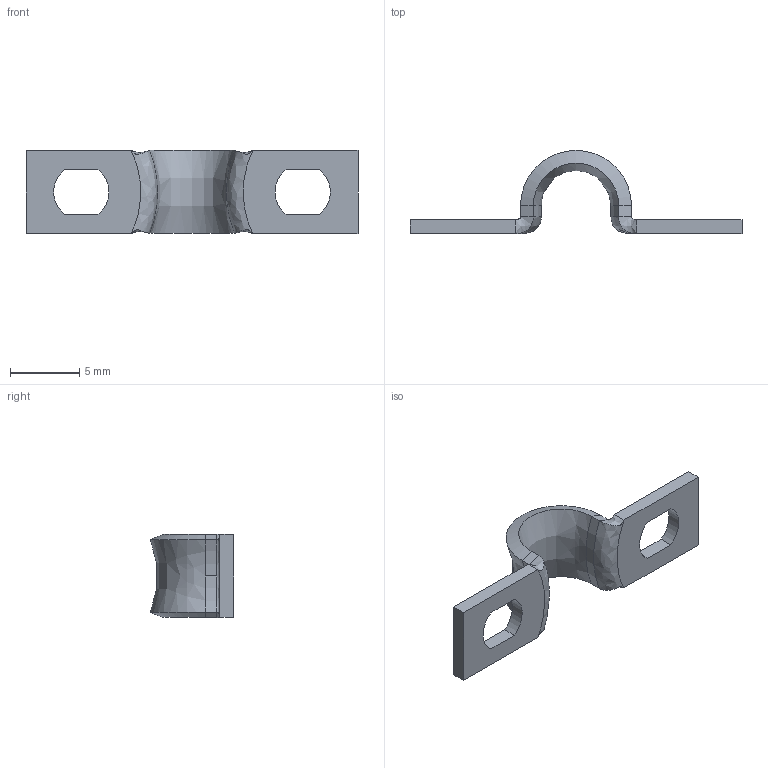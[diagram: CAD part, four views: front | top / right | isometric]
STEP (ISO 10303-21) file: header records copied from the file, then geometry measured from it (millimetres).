
FILE_DESCRIPTION (( 'STEP AP214' ), '1' );
FILE_NAME ('1044087_KSTP1.stp', '2018-05-17T09:11:53', ( '' ), ( '' ), 'SwSTEP 2.0', 'SolidWorks 2014', '' );
FILE_SCHEMA (( 'AUTOMOTIVE_DESIGN' ));
Length unit declared in the file: millimetre
Products named in the file (1): 1044087_KSTP1
Bounding box: 24 x 6.01 x 6 mm (x, y, z)
Volume: 153.9 mm3; surface area: 404.8 mm2
Topology: 1 solids, 1 shells, 40 faces, 90 edges, 52 vertices
Faces by surface type: plane 18, cylinder 10, bspline 10, cone 2
Entity records: 2347 total; most frequent: CARTESIAN_POINT 1040, ORIENTED_EDGE 180, DIRECTION 156, EDGE_CURVE 90, AXIS2_PLACEMENT_3D 55, VERTEX_POINT 52, LINE 46, VECTOR 46
